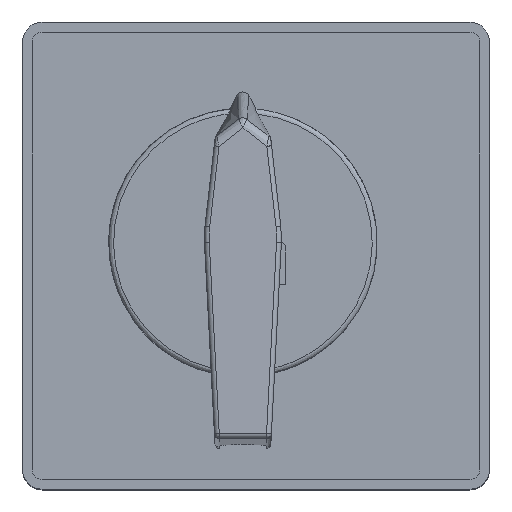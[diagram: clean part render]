
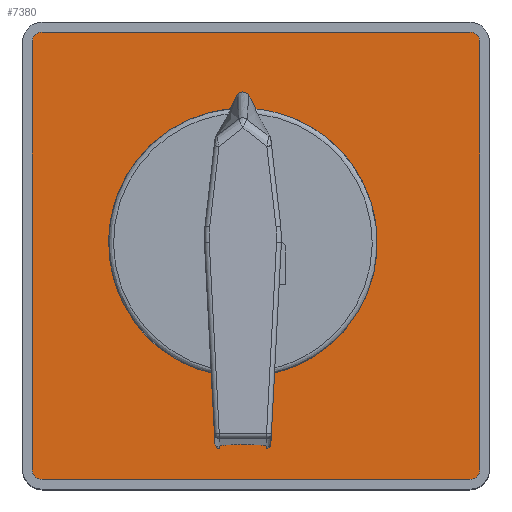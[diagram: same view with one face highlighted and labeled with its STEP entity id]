
A CAD part, top view. The second image highlights one B-rep face of the part: STEP entity #7380.
In plain terms, the highlighted planar face has unit normal (0, 0, 1).
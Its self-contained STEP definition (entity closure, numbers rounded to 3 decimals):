
#39 = ORIENTED_EDGE ( 'NONE', *, *, #1124, .T. ) ;
#1031 = VERTEX_POINT ( 'NONE', #16933 ) ;
#1124 = EDGE_CURVE ( 'NONE', #3931, #12550, #15152, .T. ) ;
#1576 = DIRECTION ( 'NONE',  ( 1., 0., 0. ) ) ;
#1611 = VERTEX_POINT ( 'NONE', #2045 ) ;
#1651 = EDGE_CURVE ( 'NONE', #1031, #5175, #17102, .T. ) ;
#1746 = DIRECTION ( 'NONE',  ( 0., 0., 1. ) ) ;
#2045 = CARTESIAN_POINT ( 'NONE',  ( -23., 22., 3.5 ) ) ;
#2254 = VECTOR ( 'NONE', #6297, 1000. ) ;
#2437 = CARTESIAN_POINT ( 'NONE',  ( 8.15, 0., 3.5 ) ) ;
#2444 = EDGE_LOOP ( 'NONE', ( #3271, #5118, #2850, #9279, #3677, #16900, #39, #5426 ) ) ;
#2774 = VERTEX_POINT ( 'NONE', #8388 ) ;
#2850 = ORIENTED_EDGE ( 'NONE', *, *, #9353, .T. ) ;
#3271 = ORIENTED_EDGE ( 'NONE', *, *, #6670, .T. ) ;
#3584 = AXIS2_PLACEMENT_3D ( 'NONE', #13653, #15039, #14078 ) ;
#3677 = ORIENTED_EDGE ( 'NONE', *, *, #13369, .T. ) ;
#3874 = LINE ( 'NONE', #14402, #14526 ) ;
#3931 = VERTEX_POINT ( 'NONE', #11332 ) ;
#4114 = AXIS2_PLACEMENT_3D ( 'NONE', #14789, #1746, #1576 ) ;
#4146 = CARTESIAN_POINT ( 'NONE',  ( -22., 22., 3.5 ) ) ;
#4230 = DIRECTION ( 'NONE',  ( 1., 0., 0. ) ) ;
#4323 = CARTESIAN_POINT ( 'NONE',  ( 23., -22., 3.5 ) ) ;
#4384 = EDGE_CURVE ( 'NONE', #8798, #8998, #14141, .T. ) ;
#4518 = CARTESIAN_POINT ( 'NONE',  ( -22., 23., 3.5 ) ) ;
#5118 = ORIENTED_EDGE ( 'NONE', *, *, #4384, .T. ) ;
#5166 = DIRECTION ( 'NONE',  ( 1., 0., 0. ) ) ;
#5175 = VERTEX_POINT ( 'NONE', #2437 ) ;
#5270 = DIRECTION ( 'NONE',  ( 1., 0., 0. ) ) ;
#5336 = DIRECTION ( 'NONE',  ( 0., 0., 1. ) ) ;
#5426 = ORIENTED_EDGE ( 'NONE', *, *, #11814, .T. ) ;
#5947 = VECTOR ( 'NONE', #15729, 1000. ) ;
#6297 = DIRECTION ( 'NONE',  ( -1., 0., 0. ) ) ;
#6393 = DIRECTION ( 'NONE',  ( 0., -1., 0. ) ) ;
#6670 = EDGE_CURVE ( 'NONE', #17046, #8798, #14884, .T. ) ;
#6675 = DIRECTION ( 'NONE',  ( 0., 0., 1. ) ) ;
#7338 = CIRCLE ( 'NONE', #13380, 1. ) ;
#7361 = CIRCLE ( 'NONE', #13974, 8.15 ) ;
#7380 = ADVANCED_FACE ( 'NONE', ( #10833, #12033 ), #8231, .T. ) ;
#7514 = VERTEX_POINT ( 'NONE', #14014 ) ;
#7750 = CARTESIAN_POINT ( 'NONE',  ( 22., 23., 3.5 ) ) ;
#8141 = CARTESIAN_POINT ( 'NONE',  ( 22., 23., 3.5 ) ) ;
#8231 = PLANE ( 'NONE',  #4114 ) ;
#8388 = CARTESIAN_POINT ( 'NONE',  ( -22., -23., 3.5 ) ) ;
#8548 = VECTOR ( 'NONE', #15109, 1000. ) ;
#8776 = ORIENTED_EDGE ( 'NONE', *, *, #1651, .F. ) ;
#8798 = VERTEX_POINT ( 'NONE', #8141 ) ;
#8841 = CARTESIAN_POINT ( 'NONE',  ( 0., 0., 3.5 ) ) ;
#8998 = VERTEX_POINT ( 'NONE', #4518 ) ;
#9083 = CARTESIAN_POINT ( 'NONE',  ( -22., -23., 3.5 ) ) ;
#9279 = ORIENTED_EDGE ( 'NONE', *, *, #15287, .T. ) ;
#9353 = EDGE_CURVE ( 'NONE', #8998, #1611, #12638, .T. ) ;
#10106 = EDGE_LOOP ( 'NONE', ( #8776, #16858 ) ) ;
#10342 = CARTESIAN_POINT ( 'NONE',  ( 23., -22., 3.5 ) ) ;
#10723 = CARTESIAN_POINT ( 'NONE',  ( 22., 22., 3.5 ) ) ;
#10833 = FACE_OUTER_BOUND ( 'NONE', #2444, .T. ) ;
#11332 = CARTESIAN_POINT ( 'NONE',  ( 22., -23., 3.5 ) ) ;
#11814 = EDGE_CURVE ( 'NONE', #12550, #17046, #12436, .T. ) ;
#11822 = CARTESIAN_POINT ( 'NONE',  ( -22., -22., 3.5 ) ) ;
#11925 = DIRECTION ( 'NONE',  ( 1., 0., 0. ) ) ;
#12033 = FACE_BOUND ( 'NONE', #10106, .T. ) ;
#12112 = AXIS2_PLACEMENT_3D ( 'NONE', #15851, #5336, #5166 ) ;
#12436 = LINE ( 'NONE', #4323, #8548 ) ;
#12550 = VERTEX_POINT ( 'NONE', #10342 ) ;
#12638 = CIRCLE ( 'NONE', #14836, 1. ) ;
#12889 = DIRECTION ( 'NONE',  ( 1., 0., 0. ) ) ;
#13039 = LINE ( 'NONE', #9083, #5947 ) ;
#13369 = EDGE_CURVE ( 'NONE', #7514, #2774, #7338, .T. ) ;
#13380 = AXIS2_PLACEMENT_3D ( 'NONE', #11822, #17104, #5270 ) ;
#13653 = CARTESIAN_POINT ( 'NONE',  ( 22., -22., 3.5 ) ) ;
#13974 = AXIS2_PLACEMENT_3D ( 'NONE', #8841, #16717, #12889 ) ;
#14014 = CARTESIAN_POINT ( 'NONE',  ( -23., -22., 3.5 ) ) ;
#14078 = DIRECTION ( 'NONE',  ( 1., 0., 0. ) ) ;
#14141 = LINE ( 'NONE', #7750, #2254 ) ;
#14402 = CARTESIAN_POINT ( 'NONE',  ( -23., 22., 3.5 ) ) ;
#14526 = VECTOR ( 'NONE', #6393, 1000. ) ;
#14789 = CARTESIAN_POINT ( 'NONE',  ( 22., 22., 3.5 ) ) ;
#14836 = AXIS2_PLACEMENT_3D ( 'NONE', #4146, #16052, #4230 ) ;
#14884 = CIRCLE ( 'NONE', #15456, 1. ) ;
#15039 = DIRECTION ( 'NONE',  ( 0., 0., 1. ) ) ;
#15043 = EDGE_CURVE ( 'NONE', #5175, #1031, #7361, .T. ) ;
#15109 = DIRECTION ( 'NONE',  ( 0., 1., 0. ) ) ;
#15152 = CIRCLE ( 'NONE', #3584, 1. ) ;
#15287 = EDGE_CURVE ( 'NONE', #1611, #7514, #3874, .T. ) ;
#15456 = AXIS2_PLACEMENT_3D ( 'NONE', #10723, #6675, #11925 ) ;
#15619 = CARTESIAN_POINT ( 'NONE',  ( 23., 22., 3.5 ) ) ;
#15729 = DIRECTION ( 'NONE',  ( 1., 0., 0. ) ) ;
#15851 = CARTESIAN_POINT ( 'NONE',  ( 0., 0., 3.5 ) ) ;
#16052 = DIRECTION ( 'NONE',  ( 0., 0., 1. ) ) ;
#16675 = EDGE_CURVE ( 'NONE', #2774, #3931, #13039, .T. ) ;
#16717 = DIRECTION ( 'NONE',  ( 0., 0., 1. ) ) ;
#16858 = ORIENTED_EDGE ( 'NONE', *, *, #15043, .F. ) ;
#16900 = ORIENTED_EDGE ( 'NONE', *, *, #16675, .T. ) ;
#16933 = CARTESIAN_POINT ( 'NONE',  ( -8.15, 0., 3.5 ) ) ;
#17046 = VERTEX_POINT ( 'NONE', #15619 ) ;
#17102 = CIRCLE ( 'NONE', #12112, 8.15 ) ;
#17104 = DIRECTION ( 'NONE',  ( 0., 0., 1. ) ) ;
